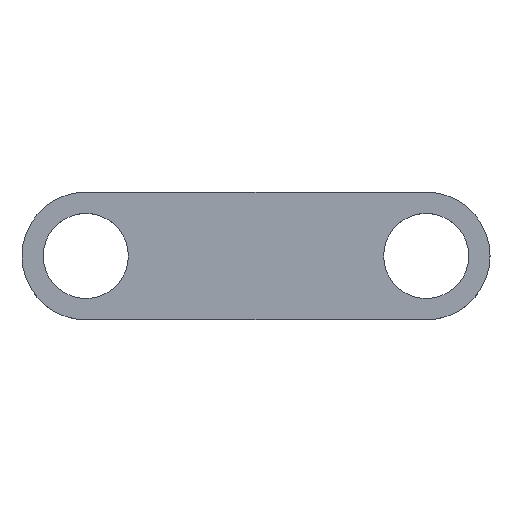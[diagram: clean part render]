
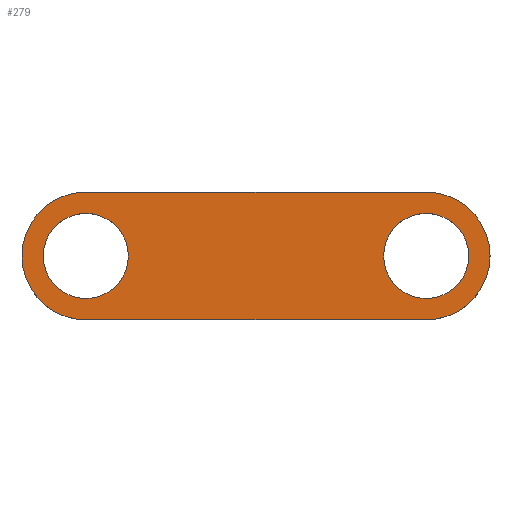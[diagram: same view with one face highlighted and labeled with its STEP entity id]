
A CAD part, top view. The second image highlights one B-rep face of the part: STEP entity #279.
In plain terms, the highlighted planar face has unit normal (0, 0, 1).
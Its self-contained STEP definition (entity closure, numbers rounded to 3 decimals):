
#11 = AXIS2_PLACEMENT_3D ( 'NONE', #328, #360, #61 ) ;
#12 = EDGE_CURVE ( 'NONE', #358, #344, #49, .T. ) ;
#13 = EDGE_CURVE ( 'NONE', #282, #358, #253, .T. ) ;
#24 = CARTESIAN_POINT ( 'NONE',  ( 51.237, 11.134, 5. ) ) ;
#28 = DIRECTION ( 'NONE',  ( 1., 0., 0. ) ) ;
#38 = DIRECTION ( 'NONE',  ( 0., 0., 1. ) ) ;
#42 = ORIENTED_EDGE ( 'NONE', *, *, #68, .F. ) ;
#49 = LINE ( 'NONE', #109, #71 ) ;
#54 = DIRECTION ( 'NONE',  ( 1., 0., 0. ) ) ;
#57 = DIRECTION ( 'NONE',  ( 1., 0., 0. ) ) ;
#61 = DIRECTION ( 'NONE',  ( 1., 0., 0. ) ) ;
#68 = EDGE_CURVE ( 'NONE', #405, #324, #346, .T. ) ;
#71 = VECTOR ( 'NONE', #57, 1000. ) ;
#72 = DIRECTION ( 'NONE',  ( 1., 0., 0. ) ) ;
#81 = CIRCLE ( 'NONE', #180, 10. ) ;
#82 = VERTEX_POINT ( 'NONE', #24 ) ;
#83 = CARTESIAN_POINT ( 'NONE',  ( 51.237, -18.866, 5. ) ) ;
#85 = CARTESIAN_POINT ( 'NONE',  ( -28.763, 11.134, 5. ) ) ;
#86 = ORIENTED_EDGE ( 'NONE', *, *, #13, .T. ) ;
#101 = EDGE_LOOP ( 'NONE', ( #383, #135 ) ) ;
#109 = CARTESIAN_POINT ( 'NONE',  ( -28.763, -18.866, 5. ) ) ;
#114 = DIRECTION ( 'NONE',  ( 0., 0., 1. ) ) ;
#118 = DIRECTION ( 'NONE',  ( -1., 0., 0. ) ) ;
#119 = CIRCLE ( 'NONE', #11, 15. ) ;
#121 = DIRECTION ( 'NONE',  ( 1., 0., 0. ) ) ;
#135 = ORIENTED_EDGE ( 'NONE', *, *, #233, .F. ) ;
#139 = EDGE_CURVE ( 'NONE', #82, #314, #288, .T. ) ;
#152 = CARTESIAN_POINT ( 'NONE',  ( 51.237, -3.866, 5. ) ) ;
#166 = DIRECTION ( 'NONE',  ( 1., 0., 0. ) ) ;
#174 = AXIS2_PLACEMENT_3D ( 'NONE', #152, #114, #54 ) ;
#175 = PLANE ( 'NONE',  #309 ) ;
#179 = DIRECTION ( 'NONE',  ( 1., 0., 0. ) ) ;
#180 = AXIS2_PLACEMENT_3D ( 'NONE', #401, #369, #235 ) ;
#184 = DIRECTION ( 'NONE',  ( 0., 0., 1. ) ) ;
#188 = CARTESIAN_POINT ( 'NONE',  ( -28.763, -3.866, 5. ) ) ;
#197 = CIRCLE ( 'NONE', #174, 10. ) ;
#203 = ORIENTED_EDGE ( 'NONE', *, *, #12, .T. ) ;
#206 = VERTEX_POINT ( 'NONE', #394 ) ;
#208 = EDGE_LOOP ( 'NONE', ( #272, #86, #203, #410, #306 ) ) ;
#209 = CIRCLE ( 'NONE', #268, 10. ) ;
#211 = CARTESIAN_POINT ( 'NONE',  ( 51.237, -3.866, 5. ) ) ;
#217 = EDGE_CURVE ( 'NONE', #314, #282, #119, .T. ) ;
#226 = CARTESIAN_POINT ( 'NONE',  ( -28.763, -3.866, 5. ) ) ;
#233 = EDGE_CURVE ( 'NONE', #206, #242, #209, .T. ) ;
#235 = DIRECTION ( 'NONE',  ( 1., 0., 0. ) ) ;
#238 = EDGE_CURVE ( 'NONE', #242, #206, #81, .T. ) ;
#242 = VERTEX_POINT ( 'NONE', #333 ) ;
#246 = DIRECTION ( 'NONE',  ( 0., 0., 1. ) ) ;
#247 = CIRCLE ( 'NONE', #260, 15. ) ;
#251 = CARTESIAN_POINT ( 'NONE',  ( 41.237, -3.866, 5. ) ) ;
#253 = CIRCLE ( 'NONE', #292, 15. ) ;
#260 = AXIS2_PLACEMENT_3D ( 'NONE', #337, #38, #166 ) ;
#267 = EDGE_CURVE ( 'NONE', #344, #82, #247, .T. ) ;
#268 = AXIS2_PLACEMENT_3D ( 'NONE', #226, #364, #72 ) ;
#269 = VECTOR ( 'NONE', #118, 1000. ) ;
#272 = ORIENTED_EDGE ( 'NONE', *, *, #217, .T. ) ;
#278 = ORIENTED_EDGE ( 'NONE', *, *, #286, .F. ) ;
#279 = ADVANCED_FACE ( 'NONE', ( #370, #353, #349 ), #175, .T. ) ;
#282 = VERTEX_POINT ( 'NONE', #413 ) ;
#286 = EDGE_CURVE ( 'NONE', #324, #405, #197, .T. ) ;
#288 = LINE ( 'NONE', #418, #269 ) ;
#289 = CARTESIAN_POINT ( 'NONE',  ( -28.763, -18.866, 5. ) ) ;
#292 = AXIS2_PLACEMENT_3D ( 'NONE', #188, #246, #179 ) ;
#306 = ORIENTED_EDGE ( 'NONE', *, *, #139, .T. ) ;
#309 = AXIS2_PLACEMENT_3D ( 'NONE', #355, #415, #28 ) ;
#313 = CARTESIAN_POINT ( 'NONE',  ( 61.237, -3.866, 5. ) ) ;
#314 = VERTEX_POINT ( 'NONE', #85 ) ;
#324 = VERTEX_POINT ( 'NONE', #313 ) ;
#328 = CARTESIAN_POINT ( 'NONE',  ( -28.763, -3.866, 5. ) ) ;
#333 = CARTESIAN_POINT ( 'NONE',  ( -38.763, -3.866, 5. ) ) ;
#337 = CARTESIAN_POINT ( 'NONE',  ( 51.237, -3.866, 5. ) ) ;
#344 = VERTEX_POINT ( 'NONE', #83 ) ;
#345 = EDGE_LOOP ( 'NONE', ( #42, #278 ) ) ;
#346 = CIRCLE ( 'NONE', #388, 10. ) ;
#349 = FACE_BOUND ( 'NONE', #345, .T. ) ;
#353 = FACE_OUTER_BOUND ( 'NONE', #208, .T. ) ;
#355 = CARTESIAN_POINT ( 'NONE',  ( -28.763, -3.866, 5. ) ) ;
#358 = VERTEX_POINT ( 'NONE', #289 ) ;
#360 = DIRECTION ( 'NONE',  ( 0., 0., 1. ) ) ;
#364 = DIRECTION ( 'NONE',  ( 0., 0., 1. ) ) ;
#369 = DIRECTION ( 'NONE',  ( 0., 0., 1. ) ) ;
#370 = FACE_BOUND ( 'NONE', #101, .T. ) ;
#383 = ORIENTED_EDGE ( 'NONE', *, *, #238, .F. ) ;
#388 = AXIS2_PLACEMENT_3D ( 'NONE', #211, #184, #121 ) ;
#394 = CARTESIAN_POINT ( 'NONE',  ( -18.763, -3.866, 5. ) ) ;
#401 = CARTESIAN_POINT ( 'NONE',  ( -28.763, -3.866, 5. ) ) ;
#405 = VERTEX_POINT ( 'NONE', #251 ) ;
#410 = ORIENTED_EDGE ( 'NONE', *, *, #267, .T. ) ;
#413 = CARTESIAN_POINT ( 'NONE',  ( -43.763, -3.866, 5. ) ) ;
#415 = DIRECTION ( 'NONE',  ( 0., 0., 1. ) ) ;
#418 = CARTESIAN_POINT ( 'NONE',  ( -28.763, 11.134, 5. ) ) ;
